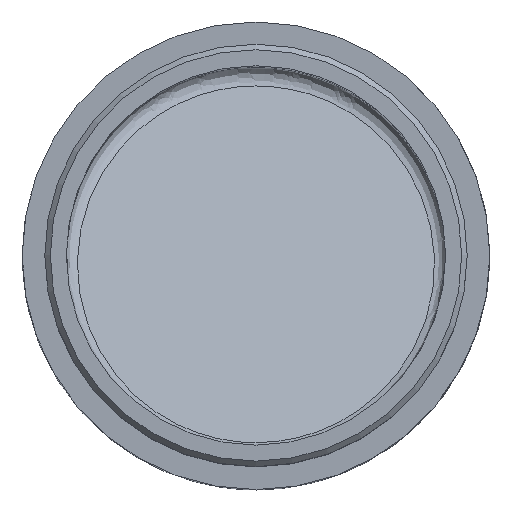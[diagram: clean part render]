
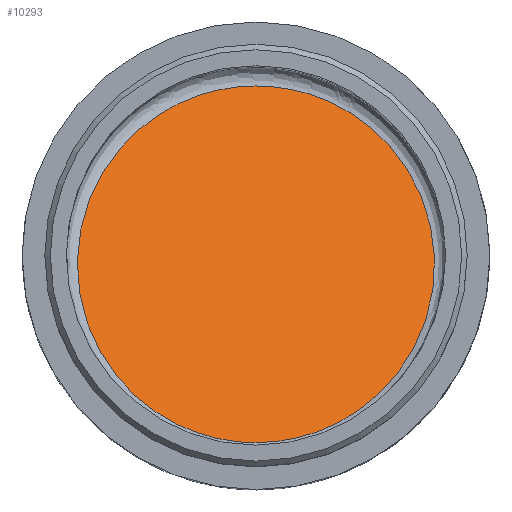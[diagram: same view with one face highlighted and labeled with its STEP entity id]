
A CAD part, top view. The second image highlights one B-rep face of the part: STEP entity #10293.
In plain terms, the highlighted planar face has unit normal (0, 0.707, 0.707).
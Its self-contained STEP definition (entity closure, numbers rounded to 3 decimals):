
#654 = CARTESIAN_POINT ( 'NONE',  ( 32.4, 15.493, -52.457 ) ) ;
#877 = CARTESIAN_POINT ( 'NONE',  ( 0., 2.121, -39.086 ) ) ;
#1654 = CARTESIAN_POINT ( 'NONE',  ( 0., -16.907, -20.057 ) ) ;
#1965 = FACE_OUTER_BOUND ( 'NONE', #2463, .T. ) ;
#2463 = EDGE_LOOP ( 'NONE', ( #2758 ) ) ;
#2630 = DIRECTION ( 'NONE',  ( 0., 0.707, -0.707 ) ) ;
#2746 = PLANE ( 'NONE',  #9647 ) ;
#2758 = ORIENTED_EDGE ( 'NONE', *, *, #10982, .T. ) ;
#3161 = CARTESIAN_POINT ( 'NONE',  ( 0., -16.907, -20.057 ) ) ;
#3628 =( BOUNDED_CURVE ( )  B_SPLINE_CURVE ( 3, ( #12363, #6516, #654, #9363, #4605, #5557, #1654 ),
 .UNSPECIFIED., .T., .T. ) 
 B_SPLINE_CURVE_WITH_KNOTS ( ( 4, 3, 4 ),
 ( 0., 3.142, 6.283 ),
 .UNSPECIFIED. ) 
 CURVE ( )  GEOMETRIC_REPRESENTATION_ITEM ( )  RATIONAL_B_SPLINE_CURVE ( ( 1., 0.333, 0.333, 1., 0.333, 0.333, 1. ) ) 
 REPRESENTATION_ITEM ( '' )  );
#4577 = DIRECTION ( 'NONE',  ( 0., -0.707, -0.707 ) ) ;
#4605 = CARTESIAN_POINT ( 'NONE',  ( -32.4, 15.493, -52.457 ) ) ;
#5557 = CARTESIAN_POINT ( 'NONE',  ( -32.4, -16.907, -20.057 ) ) ;
#6516 = CARTESIAN_POINT ( 'NONE',  ( 32.4, -16.907, -20.057 ) ) ;
#9363 = CARTESIAN_POINT ( 'NONE',  ( 0., 15.493, -52.457 ) ) ;
#9647 = AXIS2_PLACEMENT_3D ( 'NONE', #877, #4577, #2630 ) ;
#9889 = VERTEX_POINT ( 'NONE', #3161 ) ;
#10293 = ADVANCED_FACE ( 'NONE', ( #1965 ), #2746, .F. ) ;
#10982 = EDGE_CURVE ( 'NONE', #9889, #9889, #3628, .T. ) ;
#12363 = CARTESIAN_POINT ( 'NONE',  ( 0., -16.907, -20.057 ) ) ;
